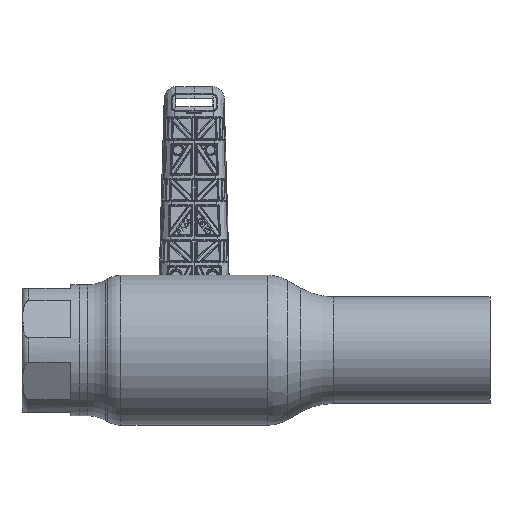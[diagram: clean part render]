
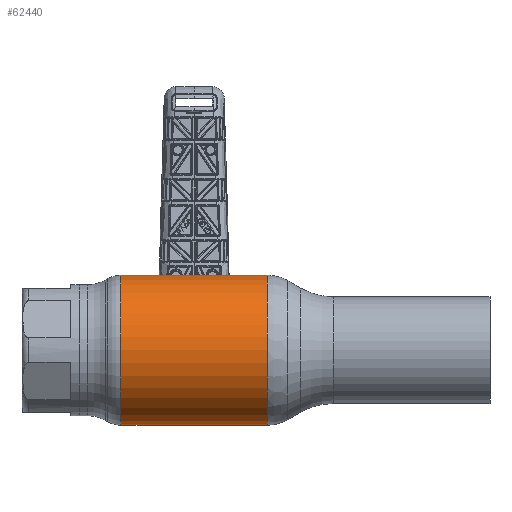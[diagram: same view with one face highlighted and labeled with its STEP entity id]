
A CAD part, front view. The second image highlights one B-rep face of the part: STEP entity #62440.
In plain terms, the highlighted cylindrical face has radius 34 mm (diameter 68 mm), a partial arc.
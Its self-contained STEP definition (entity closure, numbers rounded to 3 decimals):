
#1153 = VECTOR ( 'NONE', #96772, 1000. ) ;
#4520 = FACE_OUTER_BOUND ( 'NONE', #88919, .T. ) ;
#7768 = AXIS2_PLACEMENT_3D ( 'NONE', #37791, #69987, #46230 ) ;
#8783 = CARTESIAN_POINT ( 'NONE',  ( -62.69, 0., -34. ) ) ;
#10086 = VERTEX_POINT ( 'NONE', #23712 ) ;
#12671 = CIRCLE ( 'NONE', #7768, 34. ) ;
#13850 = CARTESIAN_POINT ( 'NONE',  ( 33.177, 0., 0. ) ) ;
#17317 = AXIS2_PLACEMENT_3D ( 'NONE', #32139, #42229, #66711 ) ;
#23113 = CARTESIAN_POINT ( 'NONE',  ( -33.177, 0., 34. ) ) ;
#23712 = CARTESIAN_POINT ( 'NONE',  ( 33.177, 0., 34. ) ) ;
#24431 = CARTESIAN_POINT ( 'NONE',  ( 33.177, 0., -34. ) ) ;
#28932 = ORIENTED_EDGE ( 'NONE', *, *, #73428, .F. ) ;
#31267 = VERTEX_POINT ( 'NONE', #77049 ) ;
#32139 = CARTESIAN_POINT ( 'NONE',  ( -62.69, 0., 0. ) ) ;
#35637 = LINE ( 'NONE', #61091, #50593 ) ;
#37791 = CARTESIAN_POINT ( 'NONE',  ( -33.177, 0., 0. ) ) ;
#42229 = DIRECTION ( 'NONE',  ( -1., 0., 0. ) ) ;
#45975 = DIRECTION ( 'NONE',  ( -1., 0., 0. ) ) ;
#46230 = DIRECTION ( 'NONE',  ( 0., 0., 1. ) ) ;
#50593 = VECTOR ( 'NONE', #71568, 1000. ) ;
#54635 = ORIENTED_EDGE ( 'NONE', *, *, #75837, .T. ) ;
#54712 = DIRECTION ( 'NONE',  ( 0., 0., 1. ) ) ;
#61091 = CARTESIAN_POINT ( 'NONE',  ( -62.69, 0., 34. ) ) ;
#62440 = ADVANCED_FACE ( 'NONE', ( #4520 ), #79364, .T. ) ;
#65927 = ORIENTED_EDGE ( 'NONE', *, *, #97339, .T. ) ;
#66711 = DIRECTION ( 'NONE',  ( 0., 0., 1. ) ) ;
#69498 = EDGE_CURVE ( 'NONE', #31267, #77785, #12671, .T. ) ;
#69987 = DIRECTION ( 'NONE',  ( -1., 0., 0. ) ) ;
#70327 = AXIS2_PLACEMENT_3D ( 'NONE', #13850, #45975, #54712 ) ;
#71568 = DIRECTION ( 'NONE',  ( -1., 0., 0. ) ) ;
#73139 = VERTEX_POINT ( 'NONE', #24431 ) ;
#73428 = EDGE_CURVE ( 'NONE', #73139, #31267, #89830, .T. ) ;
#75837 = EDGE_CURVE ( 'NONE', #73139, #10086, #82304, .T. ) ;
#77049 = CARTESIAN_POINT ( 'NONE',  ( -33.177, 0., -34. ) ) ;
#77785 = VERTEX_POINT ( 'NONE', #23113 ) ;
#79364 = CYLINDRICAL_SURFACE ( 'NONE', #17317, 34. ) ;
#82304 = CIRCLE ( 'NONE', #70327, 34. ) ;
#88919 = EDGE_LOOP ( 'NONE', ( #28932, #54635, #65927, #98273 ) ) ;
#89830 = LINE ( 'NONE', #8783, #1153 ) ;
#96772 = DIRECTION ( 'NONE',  ( -1., 0., 0. ) ) ;
#97339 = EDGE_CURVE ( 'NONE', #10086, #77785, #35637, .T. ) ;
#98273 = ORIENTED_EDGE ( 'NONE', *, *, #69498, .F. ) ;
